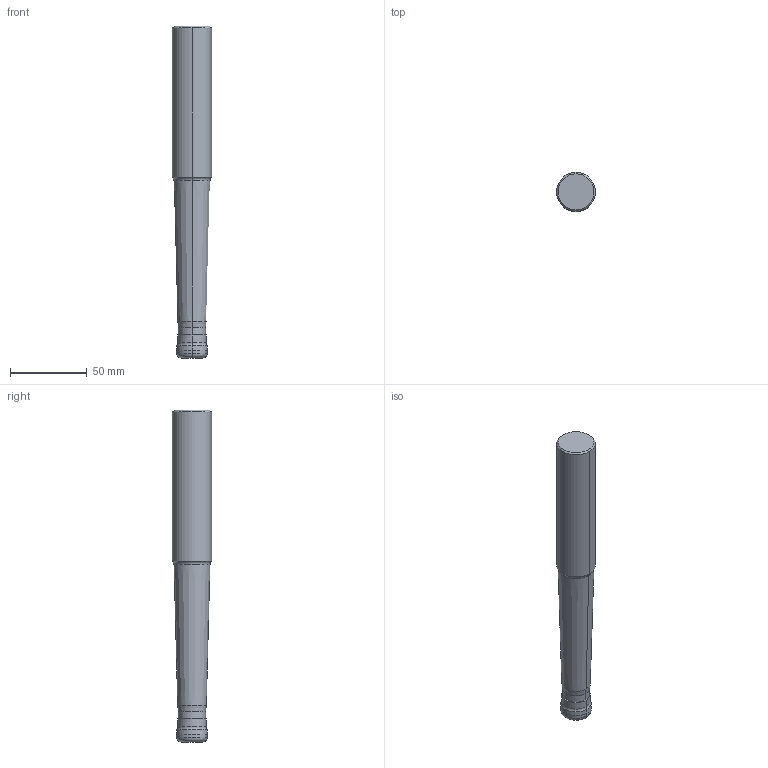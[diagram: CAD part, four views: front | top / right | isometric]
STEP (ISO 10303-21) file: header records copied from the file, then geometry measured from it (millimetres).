
FILE_DESCRIPTION(/* description */ (''),/* implementation_level */ '2;1');
FILE_NAME(/* name */ 'SRFU12S16L_IR0_1181.stp',/* time_stamp */ '2017-10-10T14:50:02+09:00',/* author */ (''),/* organization */ (''),/* preprocessor_version */ 'ST-DEVELOPER v16',/* originating_system */ 'SIEMENS PLM Software NX 10.0',/* authorisation */ '');
FILE_SCHEMA (('AUTOMOTIVE_DESIGN { 1 0 10303 214 3 1 1 1 }'));
Length unit declared in the file: millimetre
Products named in the file (1): SRFU12S16L_IR0_1181_ASM
Bounding box: 25.4 x 25.4 x 215.9 mm (x, y, z)
Volume: 89030 mm3; surface area: 16823.8 mm2
Topology: 2 solids, 2 shells, 31 faces, 60 edges, 33 vertices
Faces by surface type: cone 12, cylinder 8, torus 6, plane 5
Entity records: 891 total; most frequent: DIRECTION 180, CARTESIAN_POINT 133, ORIENTED_EDGE 116, AXIS2_PLACEMENT_3D 80, EDGE_CURVE 58, CIRCLE 38, EDGE_LOOP 33, VERTEX_POINT 33
